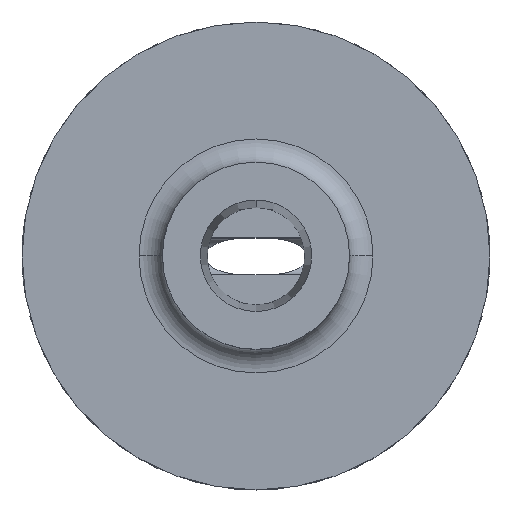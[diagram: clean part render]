
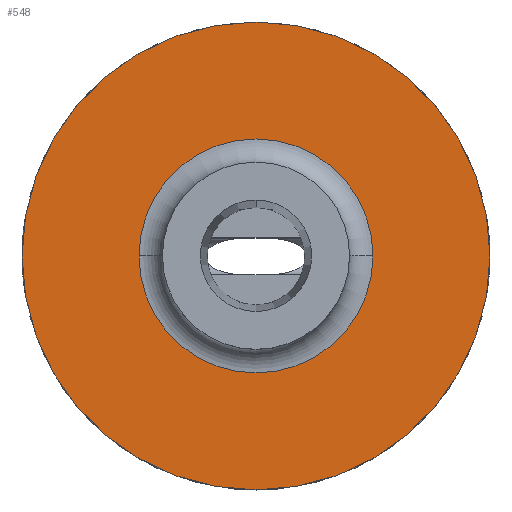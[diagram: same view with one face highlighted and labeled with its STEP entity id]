
A CAD part, top view. The second image highlights one B-rep face of the part: STEP entity #548.
In plain terms, the highlighted planar face has unit normal (0, 0, 1).
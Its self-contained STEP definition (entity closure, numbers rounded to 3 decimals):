
#101 = DIRECTION ( 'NONE',  ( 0., 0., -1. ) ) ;
#116 = CIRCLE ( 'NONE', #1002, 50. ) ;
#136 = DIRECTION ( 'NONE',  ( 0., 0., -1. ) ) ;
#137 = ORIENTED_EDGE ( 'NONE', *, *, #1917, .F. ) ;
#161 = CARTESIAN_POINT ( 'NONE',  ( 0., 0., 38. ) ) ;
#187 = CARTESIAN_POINT ( 'NONE',  ( 0., 0., 38. ) ) ;
#190 = CARTESIAN_POINT ( 'NONE',  ( 50., 0., 38. ) ) ;
#455 = EDGE_CURVE ( 'NONE', #2123, #2208, #1941, .T. ) ;
#548 = ADVANCED_FACE ( 'NONE', ( #2019, #1528 ), #1632, .F. ) ;
#590 = CIRCLE ( 'NONE', #1143, 25. ) ;
#620 = CARTESIAN_POINT ( 'NONE',  ( -50., 0., 38. ) ) ;
#650 = DIRECTION ( 'NONE',  ( -1., 0., 0. ) ) ;
#670 = DIRECTION ( 'NONE',  ( 0., 0., -1. ) ) ;
#705 = DIRECTION ( 'NONE',  ( -1., 0., 0. ) ) ;
#795 = AXIS2_PLACEMENT_3D ( 'NONE', #161, #1441, #1809 ) ;
#905 = EDGE_CURVE ( 'NONE', #2208, #2123, #590, .T. ) ;
#1000 = CARTESIAN_POINT ( 'NONE',  ( 0., 0., 38. ) ) ;
#1002 = AXIS2_PLACEMENT_3D ( 'NONE', #187, #2191, #1656 ) ;
#1063 = EDGE_CURVE ( 'NONE', #1236, #1126, #1131, .T. ) ;
#1087 = CARTESIAN_POINT ( 'NONE',  ( -25., 0., 38. ) ) ;
#1126 = VERTEX_POINT ( 'NONE', #190 ) ;
#1131 = CIRCLE ( 'NONE', #1421, 50. ) ;
#1143 = AXIS2_PLACEMENT_3D ( 'NONE', #1000, #101, #650 ) ;
#1236 = VERTEX_POINT ( 'NONE', #620 ) ;
#1276 = CARTESIAN_POINT ( 'NONE',  ( 0., 0., 38. ) ) ;
#1421 = AXIS2_PLACEMENT_3D ( 'NONE', #1760, #670, #2328 ) ;
#1441 = DIRECTION ( 'NONE',  ( 0., 0., -1. ) ) ;
#1469 = AXIS2_PLACEMENT_3D ( 'NONE', #1276, #136, #705 ) ;
#1528 = FACE_OUTER_BOUND ( 'NONE', #1550, .T. ) ;
#1550 = EDGE_LOOP ( 'NONE', ( #2273, #137 ) ) ;
#1632 = PLANE ( 'NONE',  #795 ) ;
#1656 = DIRECTION ( 'NONE',  ( -1., 0., 0. ) ) ;
#1728 = CARTESIAN_POINT ( 'NONE',  ( 25., 0., 38. ) ) ;
#1760 = CARTESIAN_POINT ( 'NONE',  ( 0., 0., 38. ) ) ;
#1809 = DIRECTION ( 'NONE',  ( -1., 0., 0. ) ) ;
#1917 = EDGE_CURVE ( 'NONE', #1126, #1236, #116, .T. ) ;
#1941 = CIRCLE ( 'NONE', #1469, 25. ) ;
#2019 = FACE_BOUND ( 'NONE', #2139, .T. ) ;
#2123 = VERTEX_POINT ( 'NONE', #1087 ) ;
#2139 = EDGE_LOOP ( 'NONE', ( #2292, #2276 ) ) ;
#2191 = DIRECTION ( 'NONE',  ( 0., 0., -1. ) ) ;
#2208 = VERTEX_POINT ( 'NONE', #1728 ) ;
#2273 = ORIENTED_EDGE ( 'NONE', *, *, #1063, .F. ) ;
#2276 = ORIENTED_EDGE ( 'NONE', *, *, #905, .T. ) ;
#2292 = ORIENTED_EDGE ( 'NONE', *, *, #455, .T. ) ;
#2328 = DIRECTION ( 'NONE',  ( -1., 0., 0. ) ) ;
